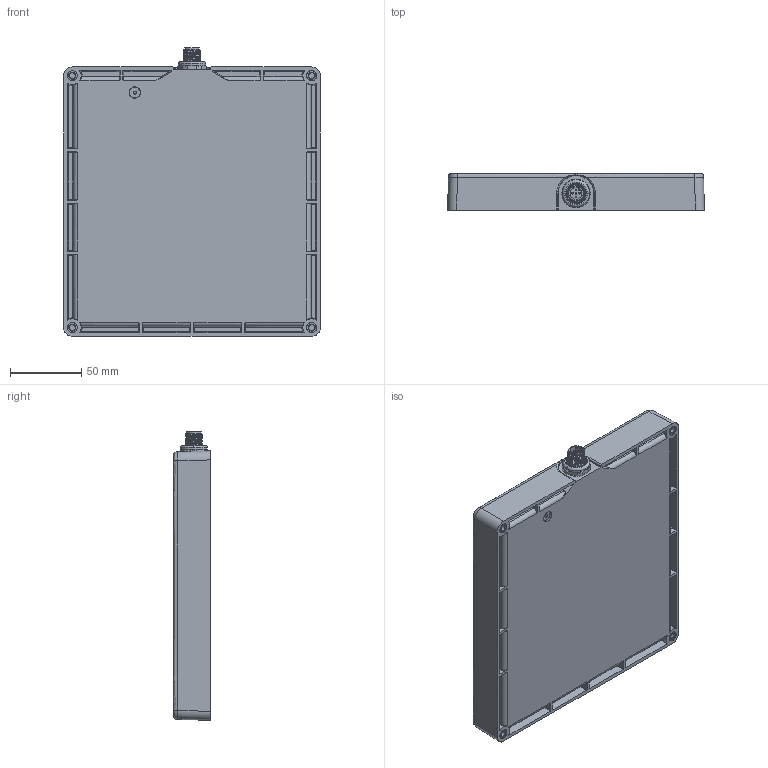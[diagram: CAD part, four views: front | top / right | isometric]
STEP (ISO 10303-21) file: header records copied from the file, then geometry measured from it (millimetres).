
FILE_DESCRIPTION((''),'2;1');
FILE_NAME('148462_SW','2011-01-13T',('banengservice'),('BANNER ENGINEERING'),'PRO/ENGINEER BY PARAMETRIC TECHNOLOGY CORPORATION, 2009141','PRO/ENGINEER BY PARAMETRIC TECHNOLOGY CORPORATION, 2009141','');
FILE_SCHEMA(('CONFIG_CONTROL_DESIGN'));
Products named in the file (1): 148462_SW
Bounding box: 180.1 x 25.77 x 202.42 mm (x, y, z)
Volume: 274485.1 mm3; surface area: 197970.4 mm2
Topology: 2 solids, 2 shells, 1112 faces, 2591 edges, 1572 vertices
Faces by surface type: cylinder 340, plane 313, bspline 191, cone 165, sphere 62, torus 41
Entity records: 55085 total; most frequent: CARTESIAN_POINT 31147, ORIENTED_EDGE 5182, DIRECTION 4656, EDGE_CURVE 2591, AXIS2_PLACEMENT_3D 1834, VERTEX_POINT 1572, EDGE_LOOP 1207, FACE_OUTER_BOUND 1112
